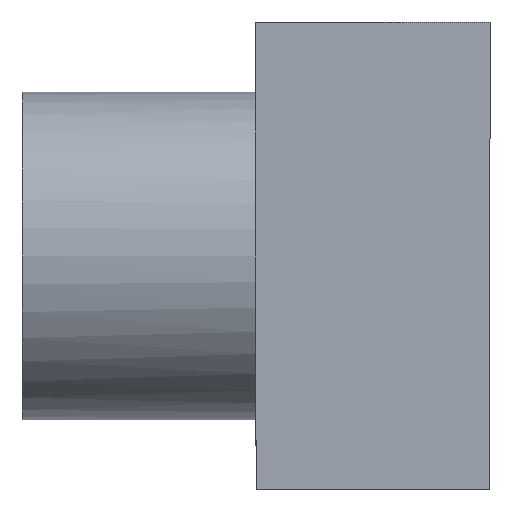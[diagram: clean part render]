
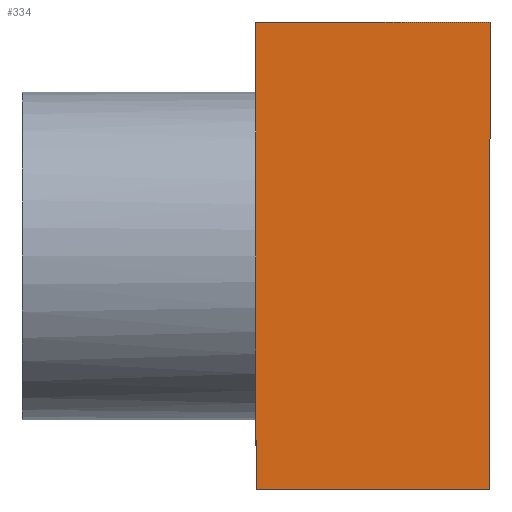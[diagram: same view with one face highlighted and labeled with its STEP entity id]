
A CAD part, front view. The second image highlights one B-rep face of the part: STEP entity #334.
In plain terms, the highlighted planar face has unit normal (0, -1, 0).
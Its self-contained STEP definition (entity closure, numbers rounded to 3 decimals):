
#1 = LINE ( 'NONE', #134, #365 ) ;
#2 = VERTEX_POINT ( 'NONE', #225 ) ;
#16 = CARTESIAN_POINT ( 'NONE',  ( 0., -20., 0. ) ) ;
#23 = LINE ( 'NONE', #381, #401 ) ;
#32 = CARTESIAN_POINT ( 'NONE',  ( -25., -20., -50. ) ) ;
#34 = CARTESIAN_POINT ( 'NONE',  ( -25., -20., 50. ) ) ;
#36 = VERTEX_POINT ( 'NONE', #34 ) ;
#38 = CARTESIAN_POINT ( 'NONE',  ( -25., -20., 50. ) ) ;
#41 = EDGE_CURVE ( 'NONE', #358, #2, #244, .T. ) ;
#51 = EDGE_CURVE ( 'NONE', #2, #159, #269, .T. ) ;
#54 = FACE_OUTER_BOUND ( 'NONE', #263, .T. ) ;
#60 = VECTOR ( 'NONE', #174, 1000. ) ;
#67 = LINE ( 'NONE', #38, #280 ) ;
#75 = DIRECTION ( 'NONE',  ( 0., 0., -1. ) ) ;
#104 = CARTESIAN_POINT ( 'NONE',  ( -25., -20., -50. ) ) ;
#105 = EDGE_CURVE ( 'NONE', #36, #159, #67, .T. ) ;
#122 = DIRECTION ( 'NONE',  ( 0., 0., 1. ) ) ;
#129 = EDGE_CURVE ( 'NONE', #147, #181, #1, .T. ) ;
#133 = CARTESIAN_POINT ( 'NONE',  ( -25., -20., 28.723 ) ) ;
#134 = CARTESIAN_POINT ( 'NONE',  ( -25., -20., -50. ) ) ;
#147 = VERTEX_POINT ( 'NONE', #344 ) ;
#159 = VERTEX_POINT ( 'NONE', #201 ) ;
#162 = CARTESIAN_POINT ( 'NONE',  ( 25., -20., -50. ) ) ;
#174 = DIRECTION ( 'NONE',  ( 0., 0., 1. ) ) ;
#181 = VERTEX_POINT ( 'NONE', #133 ) ;
#191 = VECTOR ( 'NONE', #122, 1000. ) ;
#196 = DIRECTION ( 'NONE',  ( 0., 0., 1. ) ) ;
#199 = ORIENTED_EDGE ( 'NONE', *, *, #41, .T. ) ;
#200 = ORIENTED_EDGE ( 'NONE', *, *, #129, .F. ) ;
#201 = CARTESIAN_POINT ( 'NONE',  ( 25., -20., 50. ) ) ;
#205 = PLANE ( 'NONE',  #288 ) ;
#216 = EDGE_CURVE ( 'NONE', #181, #36, #23, .T. ) ;
#225 = CARTESIAN_POINT ( 'NONE',  ( 25., -20., -50. ) ) ;
#227 = DIRECTION ( 'NONE',  ( 1., 0., 0. ) ) ;
#242 = DIRECTION ( 'NONE',  ( 0., -1., 0. ) ) ;
#244 = LINE ( 'NONE', #32, #282 ) ;
#249 = EDGE_CURVE ( 'NONE', #358, #147, #274, .T. ) ;
#263 = EDGE_LOOP ( 'NONE', ( #264, #276, #200, #373, #199, #270 ) ) ;
#264 = ORIENTED_EDGE ( 'NONE', *, *, #105, .F. ) ;
#267 = CARTESIAN_POINT ( 'NONE',  ( -25., -20., -50. ) ) ;
#269 = LINE ( 'NONE', #162, #191 ) ;
#270 = ORIENTED_EDGE ( 'NONE', *, *, #51, .T. ) ;
#274 = LINE ( 'NONE', #267, #60 ) ;
#276 = ORIENTED_EDGE ( 'NONE', *, *, #216, .F. ) ;
#280 = VECTOR ( 'NONE', #227, 1000. ) ;
#282 = VECTOR ( 'NONE', #336, 1000. ) ;
#288 = AXIS2_PLACEMENT_3D ( 'NONE', #16, #242, #75 ) ;
#334 = ADVANCED_FACE ( 'NONE', ( #54 ), #205, .T. ) ;
#336 = DIRECTION ( 'NONE',  ( 1., 0., 0. ) ) ;
#344 = CARTESIAN_POINT ( 'NONE',  ( -25., -20., -28.723 ) ) ;
#357 = DIRECTION ( 'NONE',  ( 0., 0., 1. ) ) ;
#358 = VERTEX_POINT ( 'NONE', #104 ) ;
#365 = VECTOR ( 'NONE', #196, 1000. ) ;
#373 = ORIENTED_EDGE ( 'NONE', *, *, #249, .F. ) ;
#381 = CARTESIAN_POINT ( 'NONE',  ( -25., -20., -50. ) ) ;
#401 = VECTOR ( 'NONE', #357, 1000. ) ;
